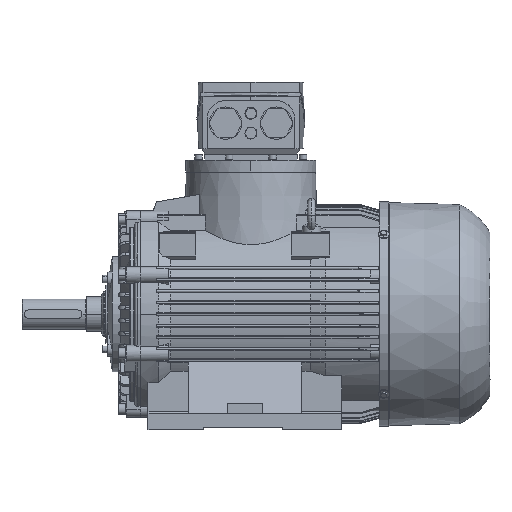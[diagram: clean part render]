
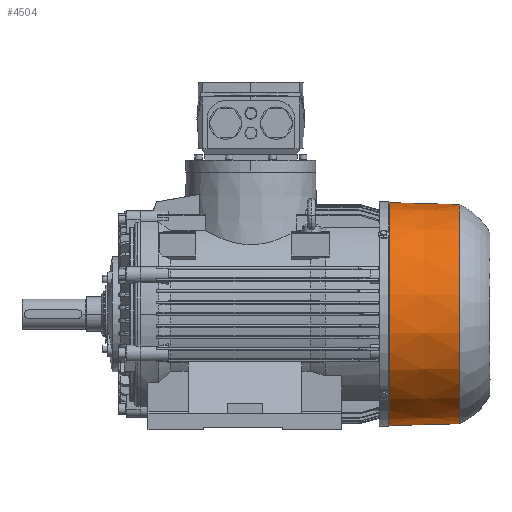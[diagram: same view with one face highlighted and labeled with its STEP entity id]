
A CAD part, front view. The second image highlights one B-rep face of the part: STEP entity #4504.
In plain terms, the highlighted conical face has half-angle 1.517 degrees and reference radius 239.5 mm.
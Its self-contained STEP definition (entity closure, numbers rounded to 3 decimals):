
#4504=ADVANCED_FACE('',(#10690),#10691,.T.);
#10690=FACE_OUTER_BOUND('',#19427,.T.);
#10691=CONICAL_SURFACE('',#19428,239.5,0.026);
#19427=EDGE_LOOP('',(#30533,#30534,#30535,#30536));
#19428=AXIS2_PLACEMENT_3D('',#30537,#30538,#30539);
#30533=ORIENTED_EDGE('',*,*,#54558,.F.);
#30534=ORIENTED_EDGE('',*,*,#54559,.T.);
#30535=ORIENTED_EDGE('',*,*,#54560,.F.);
#30536=ORIENTED_EDGE('',*,*,#54561,.F.);
#30537=CARTESIAN_POINT('',(615.5,0.0,0.0));
#30538=DIRECTION('',(-1.0,-0.0,0.0));
#30539=DIRECTION('',(0.0,0.0,1.0));
#54558=EDGE_CURVE('',#65662,#65656,#65663,.T.);
#54559=EDGE_CURVE('',#65662,#65664,#65665,.T.);
#54560=EDGE_CURVE('',#65653,#65664,#65666,.T.);
#54561=EDGE_CURVE('',#65656,#65653,#65667,.T.);
#65653=VERTEX_POINT('',#82778);
#65656=VERTEX_POINT('',#82781);
#65662=VERTEX_POINT('',#82787);
#65663=LINE('',#82788,#82789);
#65664=VERTEX_POINT('',#82790);
#65665=CIRCLE('',#82791,241.5);
#65666=LINE('',#82792,#82793);
#65667=CIRCLE('',#82794,237.5);
#82778=CARTESIAN_POINT('',(691.0,0.,-237.5));
#82781=CARTESIAN_POINT('',(691.0,0.0,237.5));
#82787=CARTESIAN_POINT('',(540.0,0.0,241.5));
#82788=CARTESIAN_POINT('',(615.5,0.,239.5));
#82789=VECTOR('',#115512,1.0);
#82790=CARTESIAN_POINT('',(540.0,0.,-241.5));
#82791=AXIS2_PLACEMENT_3D('',#115513,#115514,#115515);
#82792=CARTESIAN_POINT('',(615.5,0.,-239.5));
#82793=VECTOR('',#115516,1.0);
#82794=AXIS2_PLACEMENT_3D('',#115517,#115518,#115519);
#115512=DIRECTION('',(1.,0.,-0.026));
#115513=CARTESIAN_POINT('',(540.0,0.0,0.0));
#115514=DIRECTION('',(1.0,0.0,-0.0));
#115515=DIRECTION('',(0.0,0.0,1.0));
#115516=DIRECTION('',(-1.,0.,-0.026));
#115517=CARTESIAN_POINT('',(691.0,0.0,0.0));
#115518=DIRECTION('',(1.0,0.0,-0.0));
#115519=DIRECTION('',(0.0,0.0,1.0));
